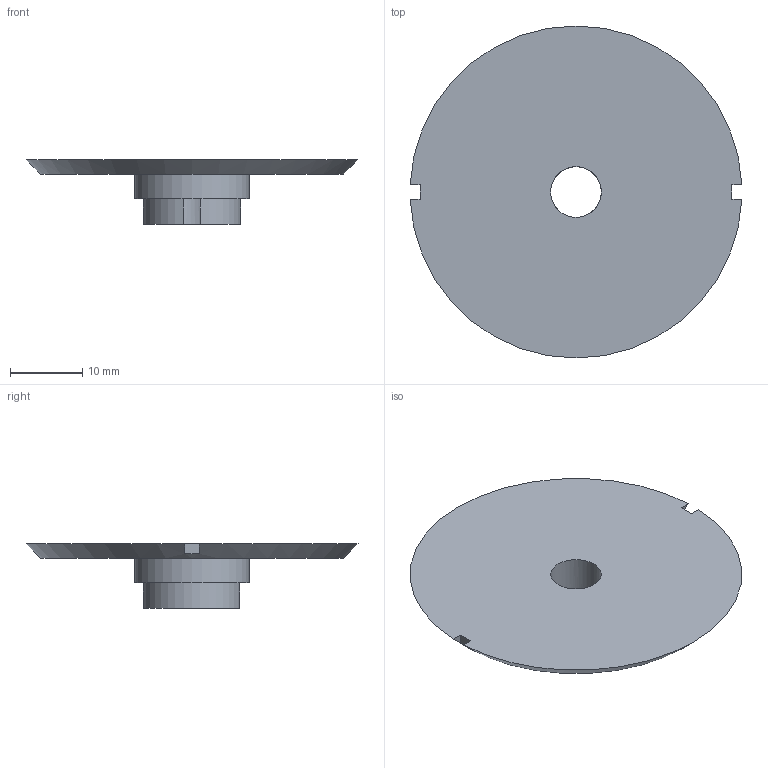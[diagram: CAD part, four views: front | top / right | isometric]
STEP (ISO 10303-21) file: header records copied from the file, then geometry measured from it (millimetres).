
FILE_DESCRIPTION(/* description */ (''),/* implementation_level */ '2;1');
FILE_NAME(/* name */ 'Maxmix_Base_Diffuser_R98.step',/* time_stamp */ '2020-09-21T17:12:41-07:00',/* author */ (''),/* organization */ (''),/* preprocessor_version */ 'ST-DEVELOPER v18.1',/* originating_system */ 'Autodesk Translation Framework v9.3.0.1241',/* authorisation */ '');
FILE_SCHEMA (('AUTOMOTIVE_DESIGN { 1 0 10303 214 3 1 1 }'));
Length unit declared in the file: millimetre
Products named in the file (1): Maxmix_Base_Diffuser
Bounding box: 45.81 x 45.86 x 8.9 mm (x, y, z)
Volume: 3811.3 mm3; surface area: 3854.8 mm2
Topology: 1 solids, 1 shells, 16 faces, 39 edges, 26 vertices
Faces by surface type: plane 12, cylinder 3, cone 1
Full cylindrical faces by diameter (mm): 7 x1, 15.8 x1
Entity records: 511 total; most frequent: CARTESIAN_POINT 96, ORIENTED_EDGE 78, DIRECTION 77, EDGE_CURVE 39, AXIS2_PLACEMENT_3D 28, VERTEX_POINT 26, LINE 21, VECTOR 21
